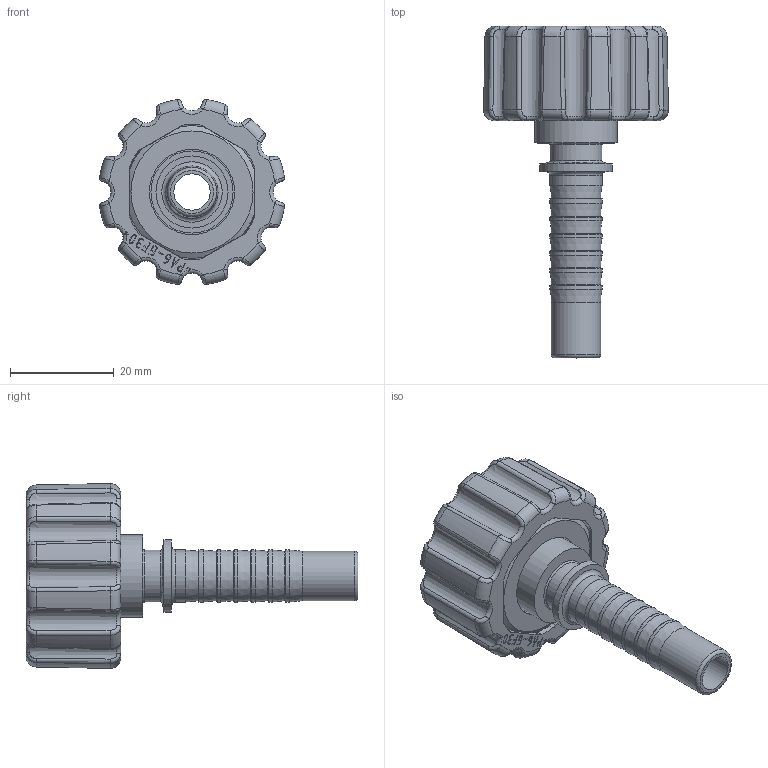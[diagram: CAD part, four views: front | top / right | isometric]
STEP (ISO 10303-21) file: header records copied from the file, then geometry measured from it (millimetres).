
FILE_DESCRIPTION(/* description */ ('Unknown'),/* implementation_level */ '2;1');
FILE_NAME(/* name */ '100001944_31920',/* time_stamp */ '2018-11-13T08:59:59+01:00',/* author */ ('Unknown'),/* organization */ ('Unknown'),/* preprocessor_version */ 'ST-DEVELOPER v16.7',/* originating_system */ 'DEX',/* authorisation */ $);
FILE_SCHEMA (('AUTOMOTIVE_DESIGN {1 0 10303 214 3 1 1}'));
Length unit declared in the file: millimetre
Products named in the file (1): Part15
Bounding box: 35.63 x 63.9 x 35.63 mm (x, y, z)
Volume: 15145 mm3; surface area: 11439.8 mm2
Topology: 1 solids, 1 shells, 611 faces, 1517 edges, 963 vertices
Faces by surface type: bspline 237, plane 222, torus 65, cylinder 44, cone 43
Full cylindrical faces by diameter (mm): 7 x1, 9.5 x1, 10 x1, 10.026 x7, 10.3 x1, 13.9 x1, 14 x2, 15.8 x1, 16.4 x1, 19 x1, 20.376 x1, 24 x1, 24.2 x1
Entity records: 25997 total; most frequent: CARTESIAN_POINT 9030, ORIENTED_EDGE 2880, DIRECTION 2035, EDGE_CURVE 1440, VERTEX_POINT 947, EDGE_LOOP 741, FACE_BOUND 741, AXIS2_PLACEMENT_3D 710
